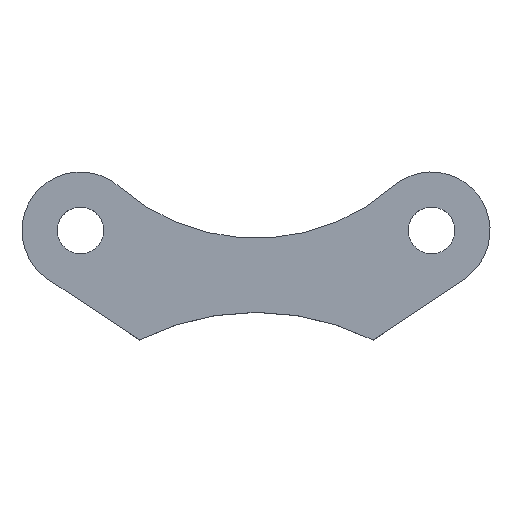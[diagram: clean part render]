
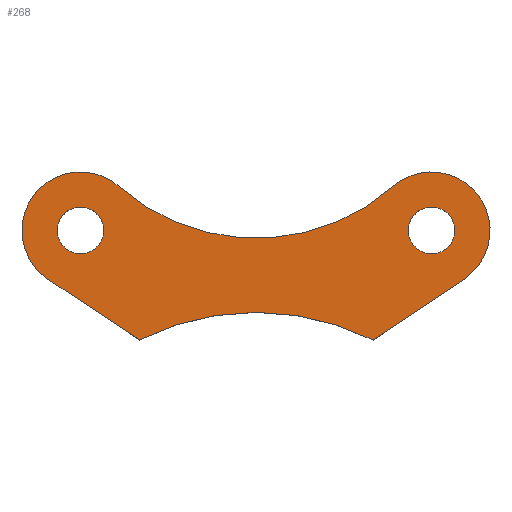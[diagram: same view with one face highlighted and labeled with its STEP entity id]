
A CAD part, top view. The second image highlights one B-rep face of the part: STEP entity #268.
In plain terms, the highlighted planar face has unit normal (0, 0, 1).
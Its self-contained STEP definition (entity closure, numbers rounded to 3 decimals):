
#4 = DIRECTION ( 'NONE',  ( 0., 0., 1. ) ) ;
#10 = ORIENTED_EDGE ( 'NONE', *, *, #92, .T. ) ;
#14 = ORIENTED_EDGE ( 'NONE', *, *, #455, .F. ) ;
#16 = VERTEX_POINT ( 'NONE', #27 ) ;
#17 = ORIENTED_EDGE ( 'NONE', *, *, #372, .T. ) ;
#19 = VECTOR ( 'NONE', #277, 1000. ) ;
#25 = DIRECTION ( 'NONE',  ( 1., 0., 0. ) ) ;
#27 = CARTESIAN_POINT ( 'NONE',  ( 44.446, 63.108, 10. ) ) ;
#29 = AXIS2_PLACEMENT_3D ( 'NONE', #369, #482, #25 ) ;
#30 = AXIS2_PLACEMENT_3D ( 'NONE', #422, #385, #315 ) ;
#36 = CIRCLE ( 'NONE', #487, 12.5 ) ;
#44 = CARTESIAN_POINT ( 'NONE',  ( -37.5, 73.5, 10. ) ) ;
#52 = FACE_BOUND ( 'NONE', #202, .T. ) ;
#54 = ORIENTED_EDGE ( 'NONE', *, *, #295, .T. ) ;
#55 = CIRCLE ( 'NONE', #396, 12.5 ) ;
#59 = VERTEX_POINT ( 'NONE', #222 ) ;
#60 = EDGE_CURVE ( 'NONE', #224, #360, #175, .T. ) ;
#76 = CARTESIAN_POINT ( 'NONE',  ( -50., 73.5, 10. ) ) ;
#80 = CIRCLE ( 'NONE', #403, 5. ) ;
#86 = EDGE_LOOP ( 'NONE', ( #10, #54, #440, #17, #296, #411, #167 ) ) ;
#92 = EDGE_CURVE ( 'NONE', #174, #406, #99, .T. ) ;
#95 = DIRECTION ( 'NONE',  ( 0., 0., 1. ) ) ;
#96 = ORIENTED_EDGE ( 'NONE', *, *, #359, .F. ) ;
#99 = CIRCLE ( 'NONE', #378, 56. ) ;
#100 = VERTEX_POINT ( 'NONE', #490 ) ;
#101 = CARTESIAN_POINT ( 'NONE',  ( -37.5, 73.5, 10. ) ) ;
#119 = FACE_OUTER_BOUND ( 'NONE', #86, .T. ) ;
#121 = DIRECTION ( 'NONE',  ( 0., 0., 1. ) ) ;
#126 = CARTESIAN_POINT ( 'NONE',  ( 25., 50.11, 10. ) ) ;
#129 = EDGE_CURVE ( 'NONE', #138, #100, #443, .T. ) ;
#133 = VECTOR ( 'NONE', #194, 1000. ) ;
#138 = VERTEX_POINT ( 'NONE', #191 ) ;
#141 = DIRECTION ( 'NONE',  ( 1., 0., 0. ) ) ;
#145 = CIRCLE ( 'NONE', #427, 5. ) ;
#148 = AXIS2_PLACEMENT_3D ( 'NONE', #308, #121, #352 ) ;
#151 = LINE ( 'NONE', #310, #19 ) ;
#153 = CARTESIAN_POINT ( 'NONE',  ( 25., 50.11, 10. ) ) ;
#167 = ORIENTED_EDGE ( 'NONE', *, *, #180, .T. ) ;
#168 = CARTESIAN_POINT ( 'NONE',  ( -37.5, 73.5, 10. ) ) ;
#171 = VERTEX_POINT ( 'NONE', #313 ) ;
#174 = VERTEX_POINT ( 'NONE', #423 ) ;
#175 = CIRCLE ( 'NONE', #29, 12.5 ) ;
#178 = DIRECTION ( 'NONE',  ( 1., 0., 0. ) ) ;
#180 = EDGE_CURVE ( 'NONE', #59, #174, #151, .T. ) ;
#188 = CIRCLE ( 'NONE', #263, 44.18 ) ;
#191 = CARTESIAN_POINT ( 'NONE',  ( 42.5, 73.5, 10. ) ) ;
#192 = DIRECTION ( 'NONE',  ( 1., 0., 0. ) ) ;
#193 = DIRECTION ( 'NONE',  ( 0., 0., 1. ) ) ;
#194 = DIRECTION ( 'NONE',  ( 0.831, 0.556, 0. ) ) ;
#202 = EDGE_LOOP ( 'NONE', ( #14, #442 ) ) ;
#215 = VERTEX_POINT ( 'NONE', #238 ) ;
#220 = EDGE_CURVE ( 'NONE', #16, #171, #55, .T. ) ;
#221 = CARTESIAN_POINT ( 'NONE',  ( 37.5, 73.5, 10. ) ) ;
#222 = CARTESIAN_POINT ( 'NONE',  ( -44.446, 63.108, 10. ) ) ;
#223 = EDGE_CURVE ( 'NONE', #215, #433, #252, .T. ) ;
#224 = VERTEX_POINT ( 'NONE', #384 ) ;
#231 = DIRECTION ( 'NONE',  ( 1., 0., 0. ) ) ;
#238 = CARTESIAN_POINT ( 'NONE',  ( -42.5, 73.5, 10. ) ) ;
#252 = CIRCLE ( 'NONE', #409, 5. ) ;
#263 = AXIS2_PLACEMENT_3D ( 'NONE', #271, #419, #416 ) ;
#268 = ADVANCED_FACE ( 'NONE', ( #319, #119, #52 ), #285, .T. ) ;
#271 = CARTESIAN_POINT ( 'NONE',  ( 0., 116.001, 10. ) ) ;
#277 = DIRECTION ( 'NONE',  ( 0.831, -0.556, 0. ) ) ;
#285 = PLANE ( 'NONE',  #30 ) ;
#295 = EDGE_CURVE ( 'NONE', #406, #16, #312, .T. ) ;
#296 = ORIENTED_EDGE ( 'NONE', *, *, #60, .T. ) ;
#298 = EDGE_LOOP ( 'NONE', ( #366, #96 ) ) ;
#305 = CARTESIAN_POINT ( 'NONE',  ( 0., 0., 10. ) ) ;
#308 = CARTESIAN_POINT ( 'NONE',  ( 37.5, 73.5, 10. ) ) ;
#310 = CARTESIAN_POINT ( 'NONE',  ( -25., 50.11, 10. ) ) ;
#312 = LINE ( 'NONE', #126, #133 ) ;
#313 = CARTESIAN_POINT ( 'NONE',  ( 29.23, 82.873, 10. ) ) ;
#315 = DIRECTION ( 'NONE',  ( 1., 0., 0. ) ) ;
#319 = FACE_BOUND ( 'NONE', #298, .T. ) ;
#326 = EDGE_CURVE ( 'NONE', #360, #59, #36, .T. ) ;
#334 = DIRECTION ( 'NONE',  ( 0., 0., -1. ) ) ;
#344 = DIRECTION ( 'NONE',  ( 1., 0., 0. ) ) ;
#345 = CARTESIAN_POINT ( 'NONE',  ( -32.5, 73.5, 10. ) ) ;
#352 = DIRECTION ( 'NONE',  ( 1., 0., 0. ) ) ;
#359 = EDGE_CURVE ( 'NONE', #433, #215, #80, .T. ) ;
#360 = VERTEX_POINT ( 'NONE', #76 ) ;
#366 = ORIENTED_EDGE ( 'NONE', *, *, #223, .F. ) ;
#369 = CARTESIAN_POINT ( 'NONE',  ( -37.5, 73.5, 10. ) ) ;
#372 = EDGE_CURVE ( 'NONE', #171, #224, #188, .T. ) ;
#378 = AXIS2_PLACEMENT_3D ( 'NONE', #305, #334, #141 ) ;
#381 = CARTESIAN_POINT ( 'NONE',  ( 37.5, 73.5, 10. ) ) ;
#384 = CARTESIAN_POINT ( 'NONE',  ( -29.23, 82.873, 10. ) ) ;
#385 = DIRECTION ( 'NONE',  ( 0., 0., 1. ) ) ;
#396 = AXIS2_PLACEMENT_3D ( 'NONE', #381, #193, #344 ) ;
#403 = AXIS2_PLACEMENT_3D ( 'NONE', #168, #469, #425 ) ;
#406 = VERTEX_POINT ( 'NONE', #153 ) ;
#409 = AXIS2_PLACEMENT_3D ( 'NONE', #101, #461, #231 ) ;
#411 = ORIENTED_EDGE ( 'NONE', *, *, #326, .T. ) ;
#416 = DIRECTION ( 'NONE',  ( 1., 0., 0. ) ) ;
#419 = DIRECTION ( 'NONE',  ( 0., 0., -1. ) ) ;
#422 = CARTESIAN_POINT ( 'NONE',  ( 0., 0., 10. ) ) ;
#423 = CARTESIAN_POINT ( 'NONE',  ( -25., 50.11, 10. ) ) ;
#425 = DIRECTION ( 'NONE',  ( 1., 0., 0. ) ) ;
#427 = AXIS2_PLACEMENT_3D ( 'NONE', #221, #95, #178 ) ;
#433 = VERTEX_POINT ( 'NONE', #345 ) ;
#440 = ORIENTED_EDGE ( 'NONE', *, *, #220, .T. ) ;
#442 = ORIENTED_EDGE ( 'NONE', *, *, #129, .F. ) ;
#443 = CIRCLE ( 'NONE', #148, 5. ) ;
#455 = EDGE_CURVE ( 'NONE', #100, #138, #145, .T. ) ;
#461 = DIRECTION ( 'NONE',  ( 0., 0., 1. ) ) ;
#469 = DIRECTION ( 'NONE',  ( 0., 0., 1. ) ) ;
#482 = DIRECTION ( 'NONE',  ( 0., 0., 1. ) ) ;
#487 = AXIS2_PLACEMENT_3D ( 'NONE', #44, #4, #192 ) ;
#490 = CARTESIAN_POINT ( 'NONE',  ( 32.5, 73.5, 10. ) ) ;
